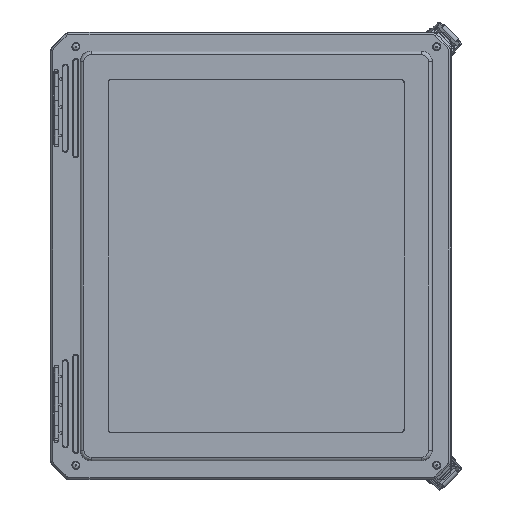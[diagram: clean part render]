
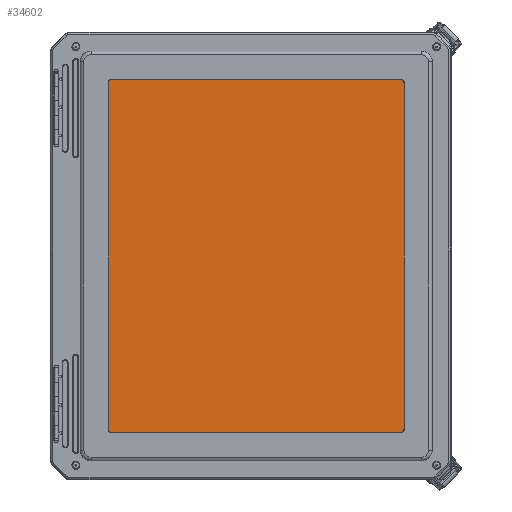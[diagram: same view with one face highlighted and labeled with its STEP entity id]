
A CAD part, top view. The second image highlights one B-rep face of the part: STEP entity #34602.
In plain terms, the highlighted face is planar.
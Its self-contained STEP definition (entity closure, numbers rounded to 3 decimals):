
#4811=LINE('',#79423,#7321);
#4815=LINE('',#79432,#7325);
#4818=LINE('',#79440,#7328);
#4821=LINE('',#79448,#7331);
#7321=VECTOR('',#48553,10.);
#7325=VECTOR('',#48563,12.);
#7328=VECTOR('',#48572,10.);
#7331=VECTOR('',#48581,12.);
#8203=PLANE('',#38649);
#10395=FACE_OUTER_BOUND('',#12621,.T.);
#12621=EDGE_LOOP('',(#31696,#31697,#31698,#31699,#31700,#31701,#31702,#31703));
#14115=CIRCLE('',#38639,0.115);
#14116=CIRCLE('',#38642,0.115);
#14117=CIRCLE('',#38645,0.115);
#14118=CIRCLE('',#38648,0.115);
#17055=VERTEX_POINT('',#79420);
#17056=VERTEX_POINT('',#79422);
#17057=VERTEX_POINT('',#79426);
#17058=VERTEX_POINT('',#79430);
#17059=VERTEX_POINT('',#79434);
#17060=VERTEX_POINT('',#79438);
#17061=VERTEX_POINT('',#79442);
#17062=VERTEX_POINT('',#79446);
#21978=EDGE_CURVE('',#17055,#17056,#4811,.T.);
#21981=EDGE_CURVE('',#17057,#17055,#14115,.T.);
#21983=EDGE_CURVE('',#17058,#17057,#4815,.T.);
#21985=EDGE_CURVE('',#17059,#17058,#14116,.T.);
#21987=EDGE_CURVE('',#17060,#17059,#4818,.T.);
#21989=EDGE_CURVE('',#17061,#17060,#14117,.T.);
#21991=EDGE_CURVE('',#17062,#17061,#4821,.T.);
#21992=EDGE_CURVE('',#17056,#17062,#14118,.T.);
#31696=ORIENTED_EDGE('',*,*,#21992,.F.);
#31697=ORIENTED_EDGE('',*,*,#21978,.F.);
#31698=ORIENTED_EDGE('',*,*,#21981,.F.);
#31699=ORIENTED_EDGE('',*,*,#21983,.F.);
#31700=ORIENTED_EDGE('',*,*,#21985,.F.);
#31701=ORIENTED_EDGE('',*,*,#21987,.F.);
#31702=ORIENTED_EDGE('',*,*,#21989,.F.);
#31703=ORIENTED_EDGE('',*,*,#21991,.F.);
#34602=ADVANCED_FACE('',(#10395),#8203,.F.);
#38639=AXIS2_PLACEMENT_3D('',#79428,#48558,#48559);
#38642=AXIS2_PLACEMENT_3D('',#79436,#48567,#48568);
#38645=AXIS2_PLACEMENT_3D('',#79444,#48576,#48577);
#38648=AXIS2_PLACEMENT_3D('',#79450,#48584,#48585);
#38649=AXIS2_PLACEMENT_3D('',#79451,#48586,#48587);
#48553=DIRECTION('',(-1.,0.,0.));
#48558=DIRECTION('center_axis',(0.,0.,1.));
#48559=DIRECTION('ref_axis',(1.,0.,0.));
#48563=DIRECTION('',(0.,1.,0.));
#48567=DIRECTION('center_axis',(0.,0.,1.));
#48568=DIRECTION('ref_axis',(0.,-1.,0.));
#48572=DIRECTION('',(1.,0.,0.));
#48576=DIRECTION('center_axis',(0.,0.,1.));
#48577=DIRECTION('ref_axis',(-1.,0.,0.));
#48581=DIRECTION('',(0.,-1.,0.));
#48584=DIRECTION('center_axis',(0.,0.,1.));
#48585=DIRECTION('ref_axis',(0.,1.,0.));
#48586=DIRECTION('center_axis',(0.,0.,1.));
#48587=DIRECTION('ref_axis',(1.,0.,0.));
#79420=CARTESIAN_POINT('',(5.,6.115,0.));
#79422=CARTESIAN_POINT('',(-5.,6.115,0.));
#79423=CARTESIAN_POINT('',(5.,6.115,0.));
#79426=CARTESIAN_POINT('',(5.115,6.,0.));
#79428=CARTESIAN_POINT('Origin',(5.,6.,0.));
#79430=CARTESIAN_POINT('',(5.115,-6.,0.));
#79432=CARTESIAN_POINT('',(5.115,-6.,0.));
#79434=CARTESIAN_POINT('',(5.,-6.115,0.));
#79436=CARTESIAN_POINT('Origin',(5.,-6.,0.));
#79438=CARTESIAN_POINT('',(-5.,-6.115,0.));
#79440=CARTESIAN_POINT('',(-5.,-6.115,0.));
#79442=CARTESIAN_POINT('',(-5.115,-6.,0.));
#79444=CARTESIAN_POINT('Origin',(-5.,-6.,0.));
#79446=CARTESIAN_POINT('',(-5.115,6.,0.));
#79448=CARTESIAN_POINT('',(-5.115,6.,0.));
#79450=CARTESIAN_POINT('Origin',(-5.,6.,0.));
#79451=CARTESIAN_POINT('Origin',(0.,0.,0.));
